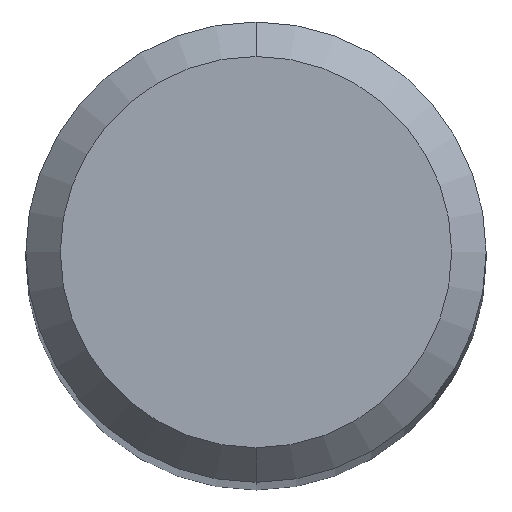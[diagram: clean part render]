
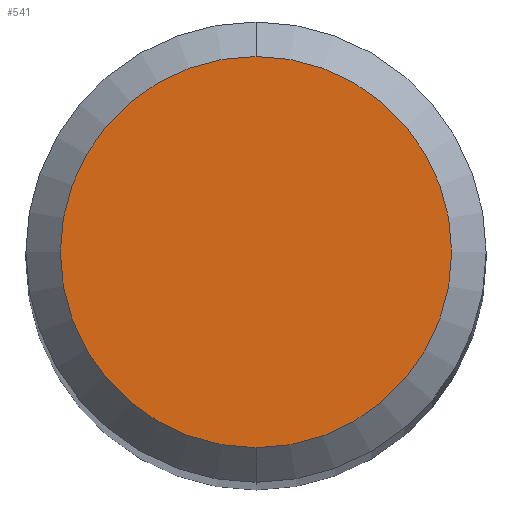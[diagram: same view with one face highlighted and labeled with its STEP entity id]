
A CAD part, top view. The second image highlights one B-rep face of the part: STEP entity #541.
In plain terms, the highlighted planar face has unit normal (0, 0, 1).
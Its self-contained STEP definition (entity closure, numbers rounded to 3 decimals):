
#541=ADVANCED_FACE('',(#1207),#1208,.T.);
#653=VERTEX_POINT('',#1331);
#837=VERTEX_POINT('',#1534);
#855=EDGE_CURVE('',#653,#837,#1553,.T.);
#899=EDGE_CURVE('',#837,#653,#1604,.T.);
#1207=FACE_OUTER_BOUND('',#2516,.T.);
#1208=PLANE('',#2517);
#1331=CARTESIAN_POINT('',(0.0,1.7,0.0));
#1534=CARTESIAN_POINT('',(0.,-1.7,0.0));
#1553=CIRCLE('',#3799,1.7);
#1604=CIRCLE('',#4106,1.7);
#2516=EDGE_LOOP('',(#4723,#4724));
#2517=AXIS2_PLACEMENT_3D('',#4725,#4726,#4727);
#3799=AXIS2_PLACEMENT_3D('',#5097,#5098,#5099);
#4106=AXIS2_PLACEMENT_3D('',#5184,#5185,#5186);
#4723=ORIENTED_EDGE('',*,*,#855,.F.);
#4724=ORIENTED_EDGE('',*,*,#899,.F.);
#4725=CARTESIAN_POINT('',(0.0,0.85,0.0));
#4726=DIRECTION('',(-0.0,0.0,1.0));
#4727=DIRECTION('',(0.0,-1.0,0.0));
#5097=CARTESIAN_POINT('',(0.0,0.0,0.0));
#5098=DIRECTION('',(0.0,0.0,-1.0));
#5099=DIRECTION('',(0.0,1.0,0.0));
#5184=CARTESIAN_POINT('',(0.0,0.0,0.0));
#5185=DIRECTION('',(0.0,0.0,-1.0));
#5186=DIRECTION('',(0.0,1.0,0.0));
